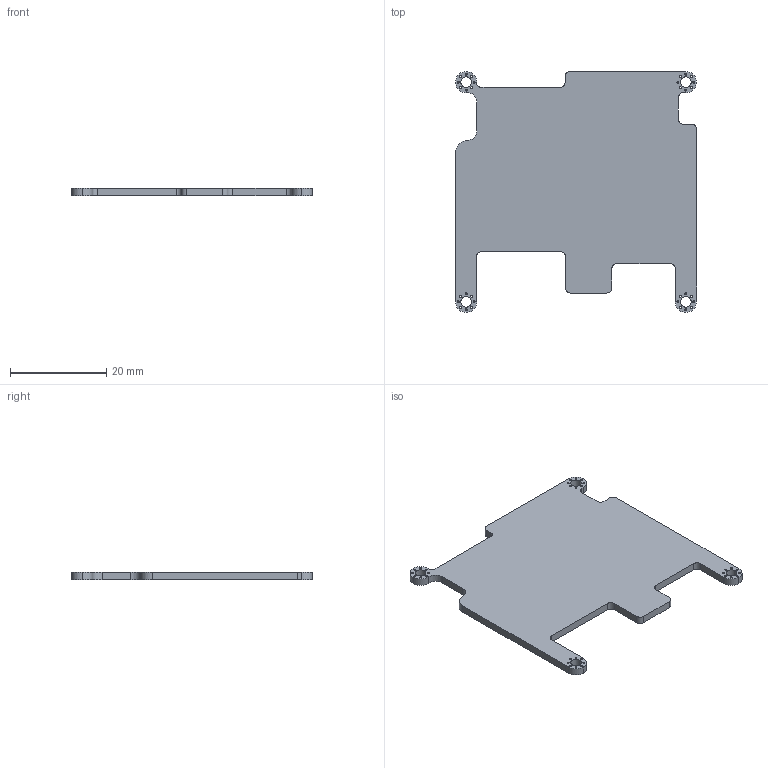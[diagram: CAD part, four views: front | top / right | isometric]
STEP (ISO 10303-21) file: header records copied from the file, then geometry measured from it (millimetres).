
FILE_DESCRIPTION(('KiCad electronic assembly'),'2;1');
FILE_NAME('IO Heatsink.step','2024-10-25T18:35:32',('Pcbnew'),('Kicad'), 'Open CASCADE STEP processor 7.7','KiCad to STEP converter','Unknown' );
FILE_SCHEMA(('AUTOMOTIVE_DESIGN { 1 0 10303 214 1 1 1 1 }'));
Length unit declared in the file: millimetre
Products named in the file (2): IO Heatsink 1; IO Heatsink_PCB
Assembly tree (1 placements, depth 2):
  IO Heatsink 1
    IO Heatsink_PCB
Bounding box: 50 x 50 x 1.6 mm (x, y, z)
Volume: 3104 mm3; surface area: 4378.7 mm2
Topology: 1 solids, 1 shells, 86 faces, 252 edges, 168 vertices
Faces by surface type: cylinder 60, plane 26
Full cylindrical faces by diameter (mm): 0.4 x32, 2.2 x4
Entity records: 3097 total; most frequent: DIRECTION 548, CARTESIAN_POINT 508, ORIENTED_EDGE 504, EDGE_CURVE 252, AXIS2_PLACEMENT_3D 208, VERTEX_POINT 168, FACE_BOUND 158, EDGE_LOOP 158
